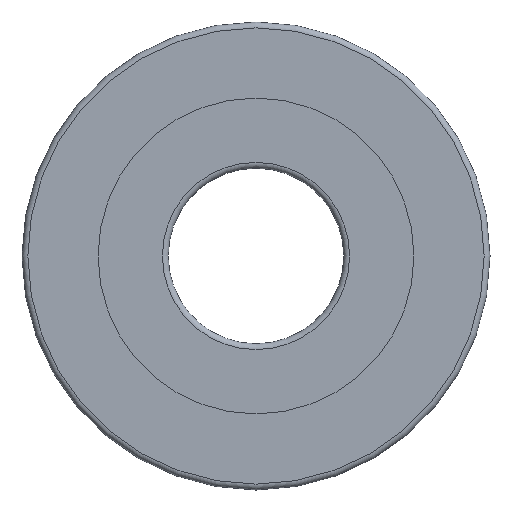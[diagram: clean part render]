
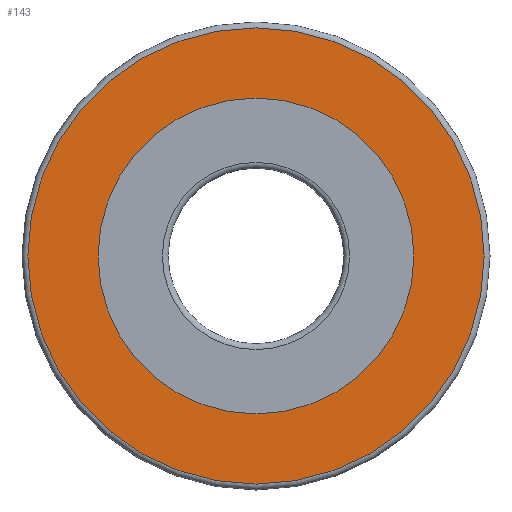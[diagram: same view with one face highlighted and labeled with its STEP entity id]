
A CAD part, left-side view. The second image highlights one B-rep face of the part: STEP entity #143.
In plain terms, the highlighted planar face has unit normal (-1, 0, 0).
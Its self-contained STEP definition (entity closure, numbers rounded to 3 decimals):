
#24 = AXIS2_PLACEMENT_3D ( 'NONE', #180, #89, #287 ) ;
#26 = DIRECTION ( 'NONE',  ( 0., 0., -1. ) ) ;
#33 = VERTEX_POINT ( 'NONE', #158 ) ;
#46 = EDGE_CURVE ( 'NONE', #33, #33, #91, .T. ) ;
#58 = CARTESIAN_POINT ( 'NONE',  ( -13.5, 27., 0. ) ) ;
#78 = ORIENTED_EDGE ( 'NONE', *, *, #46, .T. ) ;
#89 = DIRECTION ( 'NONE',  ( -1., 0., 0. ) ) ;
#91 = CIRCLE ( 'NONE', #112, 27. ) ;
#112 = AXIS2_PLACEMENT_3D ( 'NONE', #122, #342, #214 ) ;
#122 = CARTESIAN_POINT ( 'NONE',  ( -13.5, 0., 0. ) ) ;
#127 = EDGE_LOOP ( 'NONE', ( #192 ) ) ;
#143 = ADVANCED_FACE ( 'NONE', ( #242, #210 ), #318, .F. ) ;
#158 = CARTESIAN_POINT ( 'NONE',  ( -13.5, 0., -27. ) ) ;
#180 = CARTESIAN_POINT ( 'NONE',  ( -13.5, 0., 0. ) ) ;
#185 = DIRECTION ( 'NONE',  ( 1., 0., 0. ) ) ;
#188 = EDGE_LOOP ( 'NONE', ( #78 ) ) ;
#192 = ORIENTED_EDGE ( 'NONE', *, *, #353, .T. ) ;
#210 = FACE_BOUND ( 'NONE', #188, .T. ) ;
#214 = DIRECTION ( 'NONE',  ( 0., 0., -1. ) ) ;
#219 = AXIS2_PLACEMENT_3D ( 'NONE', #58, #185, #26 ) ;
#242 = FACE_OUTER_BOUND ( 'NONE', #127, .T. ) ;
#256 = VERTEX_POINT ( 'NONE', #304 ) ;
#287 = DIRECTION ( 'NONE',  ( 0., 0., -1. ) ) ;
#304 = CARTESIAN_POINT ( 'NONE',  ( -13.5, 0., -39. ) ) ;
#318 = PLANE ( 'NONE',  #219 ) ;
#342 = DIRECTION ( 'NONE',  ( 1., 0., 0. ) ) ;
#353 = EDGE_CURVE ( 'NONE', #256, #256, #354, .T. ) ;
#354 = CIRCLE ( 'NONE', #24, 39. ) ;
